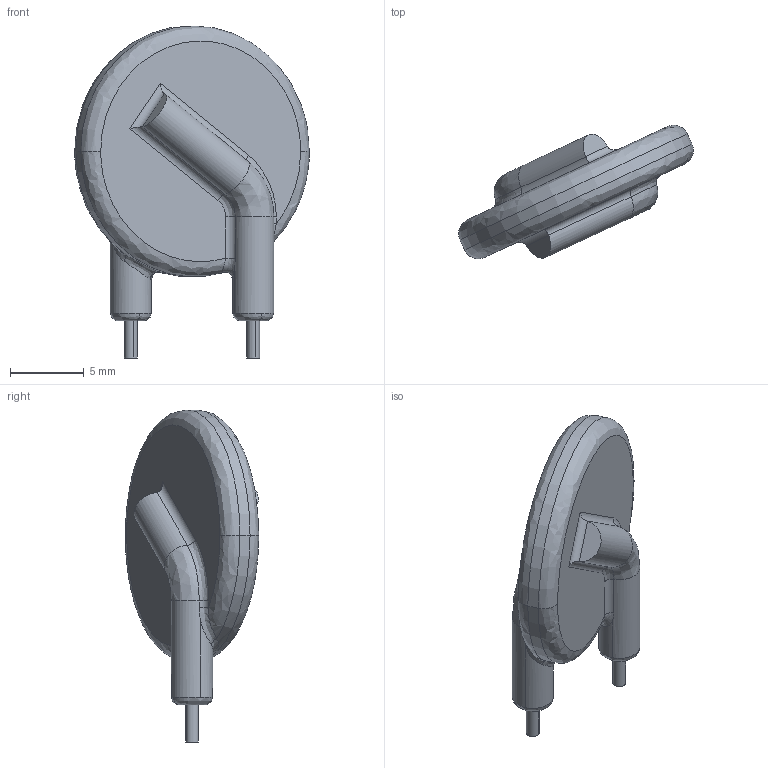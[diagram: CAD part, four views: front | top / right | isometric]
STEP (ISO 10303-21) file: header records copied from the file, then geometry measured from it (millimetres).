
FILE_DESCRIPTION(('FreeCAD Model'),'2;1');
FILE_NAME('User Library-MOV 14mm.step', '2016-07-08T09:10:10',('Author'),(''), 'Open CASCADE STEP processor 6.8','FreeCAD','Unknown');
FILE_SCHEMA(('AUTOMOTIVE_DESIGN_CC2 { 1 2 10303 214 -1 1 5 4 }'));
Length unit declared in the file: millimetre
Products named in the file (1): User_Library-MOV_14mm
Bounding box: 15.91 x 9.04 x 22.5 mm (x, y, z)
Volume: 771.5 mm3; surface area: 700.3 mm2
Topology: 1 solids, 1 shells, 52 faces, 124 edges, 76 vertices
Faces by surface type: bspline 22, cylinder 22, plane 8
Entity records: 11217 total; most frequent: CARTESIAN_POINT 8879, ORIENTED_EDGE 248, PCURVE 248, DEFINITIONAL_REPRESENTATION 248, B_SPLINE_CURVE_WITH_KNOTS 243, DIRECTION 213, EDGE_CURVE 124, SURFACE_CURVE 124
